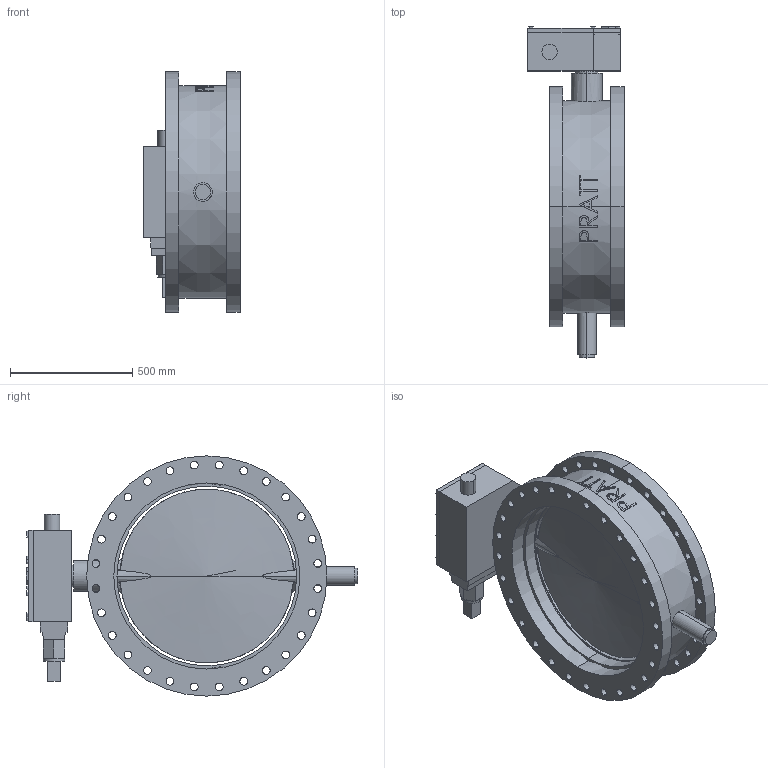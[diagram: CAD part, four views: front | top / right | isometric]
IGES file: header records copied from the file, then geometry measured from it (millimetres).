
Start section: SolidWorks IGES file using analytic representation for surfaces
Global section: file name: 150B-FL-30.IGS; native system: SolidWorks 2014; preprocessor: SolidWorks 2014; author: ekkiuser; date: 170426.140153; units: inch
Bounding box: 393.7 x 1359.92 x 984.25 mm (x, y, z)
Volume: 120939521.6 mm3; surface area: 5884100.3 mm2
Topology: 16 solids, 16 shells, 441 faces, 1117 edges, 726 vertices
Faces by surface type: revolution 230, plane 198, bspline 13
